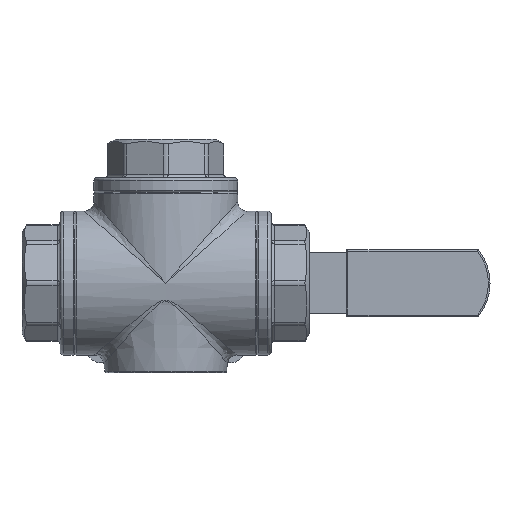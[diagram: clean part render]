
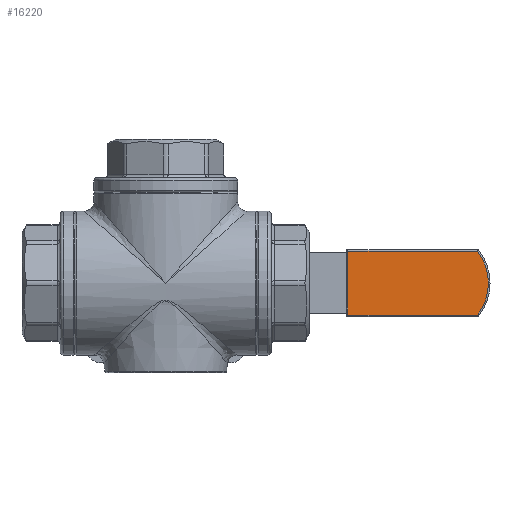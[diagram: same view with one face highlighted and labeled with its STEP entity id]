
A CAD part, front view. The second image highlights one B-rep face of the part: STEP entity #16220.
In plain terms, the highlighted planar face has unit normal (0, -1, 0).
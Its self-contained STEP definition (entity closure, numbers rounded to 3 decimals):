
#379=PLANE('',#17368);
#2169=LINE('',#34385,#3496);
#2170=LINE('',#34388,#3497);
#2171=LINE('',#34392,#3498);
#3496=VECTOR('',#19619,1000.);
#3497=VECTOR('',#19620,1000.);
#3498=VECTOR('',#19623,1000.);
#6762=ORIENTED_EDGE('',*,*,#10712,.T.);
#6763=ORIENTED_EDGE('',*,*,#10713,.T.);
#6764=ORIENTED_EDGE('',*,*,#10714,.T.);
#6765=ORIENTED_EDGE('',*,*,#10715,.T.);
#10712=EDGE_CURVE('',#12826,#12827,#2169,.T.);
#10713=EDGE_CURVE('',#12827,#12828,#2170,.T.);
#10714=EDGE_CURVE('',#12828,#12829,#13727,.T.);
#10715=EDGE_CURVE('',#12829,#12826,#2171,.T.);
#12826=VERTEX_POINT('',#34386);
#12827=VERTEX_POINT('',#34387);
#12828=VERTEX_POINT('',#34389);
#12829=VERTEX_POINT('',#34391);
#13727=CIRCLE('',#17369,16.5);
#14228=EDGE_LOOP('',(#6762,#6763,#6764,#6765));
#15243=FACE_BOUND('',#14228,.T.);
#16220=ADVANCED_FACE('',(#15243),#379,.F.);
#17368=AXIS2_PLACEMENT_3D('',#34384,#19617,#19618);
#17369=AXIS2_PLACEMENT_3D('',#34390,#19621,#19622);
#19617=DIRECTION('',(0.,1.,0.));
#19618=DIRECTION('',(1.,0.,0.));
#19619=DIRECTION('',(0.,0.,-1.));
#19620=DIRECTION('',(1.,0.,0.));
#19621=DIRECTION('',(0.,-1.,0.));
#19622=DIRECTION('',(0.,0.,1.));
#19623=DIRECTION('',(-1.,0.,0.));
#34384=CARTESIAN_POINT('',(56.539,74.931,10.5));
#34385=CARTESIAN_POINT('',(57.039,74.931,10.5));
#34386=CARTESIAN_POINT('',(57.039,74.931,10.));
#34387=CARTESIAN_POINT('',(57.039,74.931,-10.));
#34388=CARTESIAN_POINT('',(97.908,74.931,-10.));
#34389=CARTESIAN_POINT('',(97.663,74.931,-10.));
#34390=CARTESIAN_POINT('',(84.539,74.931,0.));
#34391=CARTESIAN_POINT('',(97.663,74.931,10.));
#34392=CARTESIAN_POINT('',(56.539,74.931,10.));
